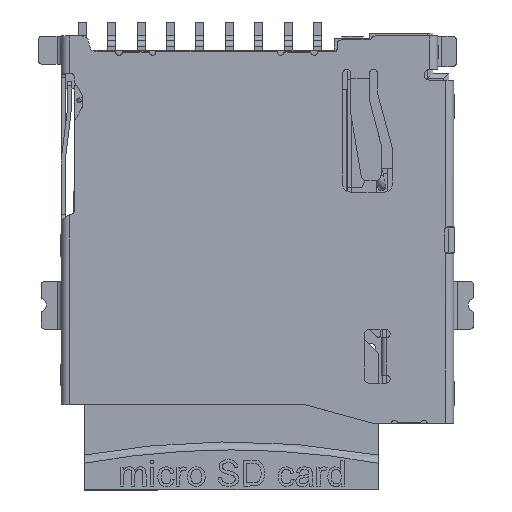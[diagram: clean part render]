
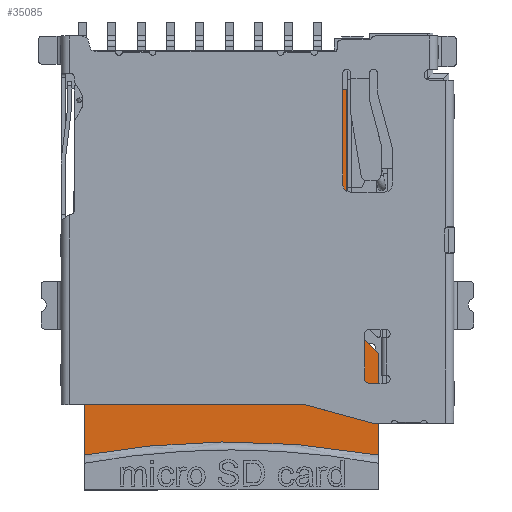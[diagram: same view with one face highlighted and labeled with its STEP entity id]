
A CAD part, top view. The second image highlights one B-rep face of the part: STEP entity #35085.
In plain terms, the highlighted face is planar.
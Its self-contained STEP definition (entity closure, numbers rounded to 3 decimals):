
#152=B_SPLINE_CURVE_WITH_KNOTS('',3,(#61563,#61564,#61565,#61566,#61567,
#61568,#61569,#61570,#61571,#61572,#61573,#61574,#61575,#61576,#61577,#61578,
#61579,#61580,#61581,#61582,#61583,#61584,#61585,#61586,#61587,#61588,#61589,
#61590,#61591,#61592,#61593,#61594,#61595,#61596,#61597,#61598,#61599,#61600,
#61601,#61602,#61603,#61604),.UNSPECIFIED.,.F.,.F.,(4,2,2,1,1,1,1,1,1,1,
2,2,2,2,2,1,1,1,1,2,2,2,1,1,1,2,2,4),(0.,0.25,0.375,0.438,0.469,0.484,
0.492,0.496,0.498,0.499,0.5,0.5,0.563,
0.594,0.609,0.617,0.621,0.623,0.624,0.625,
0.625,0.688,0.719,0.734,0.742,0.746,0.75,1.),
 .UNSPECIFIED.);
#11868=ORIENTED_EDGE('',*,*,#17195,.F.);
#11869=ORIENTED_EDGE('',*,*,#17196,.F.);
#11870=ORIENTED_EDGE('',*,*,#17197,.F.);
#11871=ORIENTED_EDGE('',*,*,#17198,.F.);
#11872=ORIENTED_EDGE('',*,*,#17199,.F.);
#11873=ORIENTED_EDGE('',*,*,#17200,.F.);
#11874=ORIENTED_EDGE('',*,*,#17201,.F.);
#11875=ORIENTED_EDGE('',*,*,#17202,.F.);
#11876=ORIENTED_EDGE('',*,*,#17192,.F.);
#11877=ORIENTED_EDGE('',*,*,#17203,.F.);
#17192=EDGE_CURVE('',#20666,#20668,#152,.T.);
#17195=EDGE_CURVE('',#20669,#20670,#24381,.T.);
#17196=EDGE_CURVE('',#20671,#20669,#24382,.T.);
#17197=EDGE_CURVE('',#20672,#20671,#24383,.T.);
#17198=EDGE_CURVE('',#20673,#20672,#24384,.T.);
#17199=EDGE_CURVE('',#20674,#20673,#24385,.T.);
#17200=EDGE_CURVE('',#20675,#20674,#24386,.T.);
#17201=EDGE_CURVE('',#20676,#20675,#24387,.T.);
#17202=EDGE_CURVE('',#20668,#20676,#24388,.T.);
#17203=EDGE_CURVE('',#20670,#20666,#24389,.T.);
#20666=VERTEX_POINT('',#61561);
#20668=VERTEX_POINT('',#61605);
#20669=VERTEX_POINT('',#61613);
#20670=VERTEX_POINT('',#61614);
#20671=VERTEX_POINT('',#61616);
#20672=VERTEX_POINT('',#61618);
#20673=VERTEX_POINT('',#61620);
#20674=VERTEX_POINT('',#61622);
#20675=VERTEX_POINT('',#61624);
#20676=VERTEX_POINT('',#61626);
#24381=LINE('',#61612,#28136);
#24382=LINE('',#61615,#28137);
#24383=LINE('',#61617,#28138);
#24384=LINE('',#61619,#28139);
#24385=LINE('',#61621,#28140);
#24386=LINE('',#61623,#28141);
#24387=LINE('',#61625,#28142);
#24388=LINE('',#61627,#28143);
#24389=LINE('',#61628,#28144);
#28136=VECTOR('',#48670,1000.);
#28137=VECTOR('',#48671,1000.);
#28138=VECTOR('',#48672,1000.);
#28139=VECTOR('',#48673,1000.);
#28140=VECTOR('',#48674,1000.);
#28141=VECTOR('',#48675,1000.);
#28142=VECTOR('',#48676,1000.);
#28143=VECTOR('',#48677,1000.);
#28144=VECTOR('',#48678,1000.);
#30158=EDGE_LOOP('',(#11868,#11869,#11870,#11871,#11872,#11873,#11874,#11875,
#11876,#11877));
#32149=FACE_BOUND('',#30158,.T.);
#33318=PLANE('',#39011);
#35085=ADVANCED_FACE('',(#32149),#33318,.F.);
#39011=AXIS2_PLACEMENT_3D('',#61611,#48668,#48669);
#48668=DIRECTION('',(0.,1.,0.));
#48669=DIRECTION('',(1.,0.,0.));
#48670=DIRECTION('',(-0.707,0.,0.707));
#48671=DIRECTION('',(0.,0.,1.));
#48672=DIRECTION('',(1.,0.,0.));
#48673=DIRECTION('',(0.,0.,1.));
#48674=DIRECTION('',(-0.707,0.,0.707));
#48675=DIRECTION('',(0.,0.,1.));
#48676=DIRECTION('',(-1.,0.,0.));
#48677=DIRECTION('',(0.,0.,-1.));
#48678=DIRECTION('',(0.,0.,1.));
#61561=CARTESIAN_POINT('',(-5.5,0.,6.195));
#61563=CARTESIAN_POINT('',(-5.5,0.,6.195));
#61564=CARTESIAN_POINT('',(-4.593,0.,6.03));
#61565=CARTESIAN_POINT('',(-3.679,0.,5.907));
#61566=CARTESIAN_POINT('',(-2.302,0.,5.782));
#61567=CARTESIAN_POINT('',(-1.842,0.,5.751));
#61568=CARTESIAN_POINT('',(-1.152,0.,5.72));
#61569=CARTESIAN_POINT('',(-0.806,0.,5.709));
#61570=CARTESIAN_POINT('',(-0.403,0.,5.702));
#61571=CARTESIAN_POINT('',(-0.202,0.,5.7));
#61572=CARTESIAN_POINT('',(-0.101,0.,5.7));
#61573=CARTESIAN_POINT('',(-0.05,0.,5.7));
#61574=CARTESIAN_POINT('',(-0.025,0.,5.7));
#61575=CARTESIAN_POINT('',(-0.013,0.,5.7));
#61576=CARTESIAN_POINT('',(-0.007,0.,5.7));
#61577=CARTESIAN_POINT('',(-0.004,0.,5.7));
#61578=CARTESIAN_POINT('',(0.,0.,
5.7));
#61579=CARTESIAN_POINT('',(0.026,0.,5.7));
#61580=CARTESIAN_POINT('',(0.155,0.,5.7));
#61581=CARTESIAN_POINT('',(0.5,0.,5.704));
#61582=CARTESIAN_POINT('',(0.641,0.,5.706));
#61583=CARTESIAN_POINT('',(0.891,0.,5.713));
#61584=CARTESIAN_POINT('',(0.98,0.,5.715));
#61585=CARTESIAN_POINT('',(1.124,0.,5.72));
#61586=CARTESIAN_POINT('',(1.199,0.,5.723));
#61587=CARTESIAN_POINT('',(1.29,0.,5.727));
#61588=CARTESIAN_POINT('',(1.336,0.,5.729));
#61589=CARTESIAN_POINT('',(1.36,0.,5.73));
#61590=CARTESIAN_POINT('',(1.37,0.,5.73));
#61591=CARTESIAN_POINT('',(1.376,0.,5.731));
#61592=CARTESIAN_POINT('',(1.381,0.,5.731));
#61593=CARTESIAN_POINT('',(1.648,0.,5.743));
#61594=CARTESIAN_POINT('',(1.895,0.,5.757));
#61595=CARTESIAN_POINT('',(2.239,0.,5.781));
#61596=CARTESIAN_POINT('',(2.405,0.,5.793));
#61597=CARTESIAN_POINT('',(2.587,0.,5.808));
#61598=CARTESIAN_POINT('',(2.675,0.,5.816));
#61599=CARTESIAN_POINT('',(2.712,0.,5.819));
#61600=CARTESIAN_POINT('',(2.737,0.,5.822));
#61601=CARTESIAN_POINT('',(2.747,0.,5.822));
#61602=CARTESIAN_POINT('',(3.679,0.,5.906));
#61603=CARTESIAN_POINT('',(4.593,0.,6.03));
#61604=CARTESIAN_POINT('',(5.5,0.,6.195));
#61605=CARTESIAN_POINT('',(5.5,0.,6.195));
#61611=CARTESIAN_POINT('',(0.094,0.,0.175));
#61612=CARTESIAN_POINT('',(-4.6,0.,1.5));
#61613=CARTESIAN_POINT('',(-4.6,0.,1.5));
#61614=CARTESIAN_POINT('',(-5.5,0.,2.4));
#61615=CARTESIAN_POINT('',(-4.6,0.,0.175));
#61616=CARTESIAN_POINT('',(-4.6,0.,0.5));
#61617=CARTESIAN_POINT('',(0.094,0.,0.5));
#61618=CARTESIAN_POINT('',(-5.5,0.,0.5));
#61619=CARTESIAN_POINT('',(-5.5,0.,-1.4));
#61620=CARTESIAN_POINT('',(-5.5,0.,-1.4));
#61621=CARTESIAN_POINT('',(-4.3,0.,-2.6));
#61622=CARTESIAN_POINT('',(-4.3,0.,-2.6));
#61623=CARTESIAN_POINT('',(-4.3,0.,-7.5));
#61624=CARTESIAN_POINT('',(-4.3,0.,-7.5));
#61625=CARTESIAN_POINT('',(5.5,0.,-7.5));
#61626=CARTESIAN_POINT('',(5.5,0.,-7.5));
#61627=CARTESIAN_POINT('',(5.5,0.,7.5));
#61628=CARTESIAN_POINT('',(-5.5,0.,2.4));
